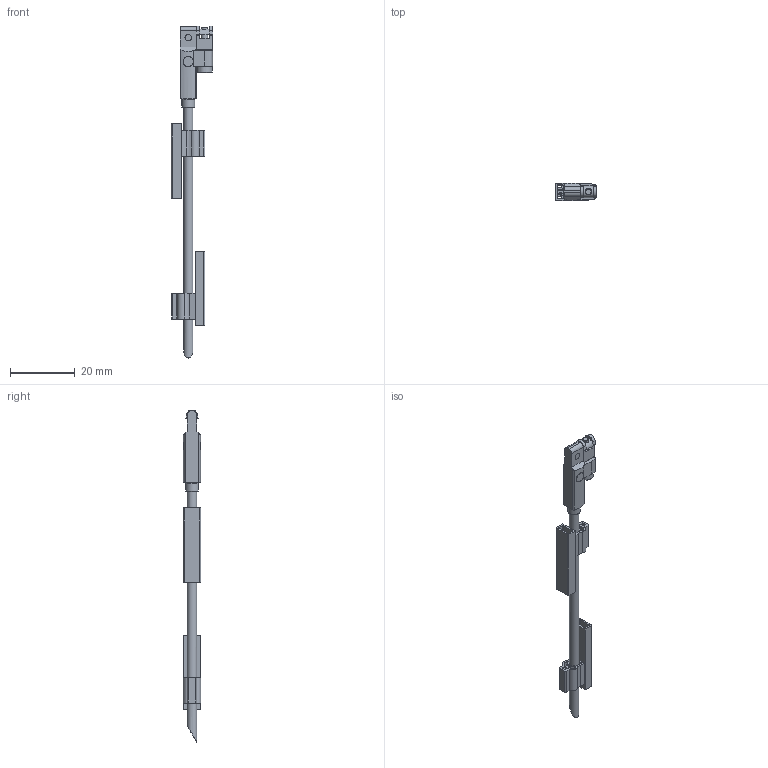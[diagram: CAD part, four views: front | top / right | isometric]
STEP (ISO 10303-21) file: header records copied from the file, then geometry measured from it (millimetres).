
FILE_DESCRIPTION(/* description */ ('STEP AP214'),/* implementation_level */ '2;1');
FILE_NAME(/* name */ '8065030_SMT-10G-NS-24V-E-25Q-OE',/* time_stamp */ '2024-09-15T08:26:38+02:00',/* author */ ('License CC BY-ND 4.0'),/* organization */ ('CADENAS'),/* preprocessor_version */ 'ST-DEVELOPER v19.3',/* originating_system */ 'PARTsolutions',/* authorisation */ ' ');
FILE_SCHEMA (('AUTOMOTIVE_DESIGN {1 0 10303 214 3 1 1}'));
Length unit declared in the file: millimetre
Products named in the file (3): 8065030 SMT-10G-NS-24V-E-2,5Q-OE; 8065030 SMT-10G-NS-24V-E-2,5Q-OE_G; 1247168 ASCF-M-23-S DM 2.1-3.4
Assembly tree (3 placements, depth 2):
  8065030 SMT-10G-NS-24V-E-2,5Q-OE
    8065030 SMT-10G-NS-24V-E-2,5Q-OE_G
    1247168 ASCF-M-23-S DM 2.1-3.4  x2
Bounding box: 12.66 x 5.4 x 102.39 mm (x, y, z)
Volume: 1857.6 mm3; surface area: 3653.3 mm2
Topology: 3 solids, 3 shells, 241 faces, 644 edges, 423 vertices
Faces by surface type: plane 139, cylinder 98, torus 3, cone 1
Full cylindrical faces by diameter (mm): 2 x3, 2.9 x1, 4 x1, 4.8 x1
Entity records: 5873 total; most frequent: CARTESIAN_POINT 918, DIRECTION 917, ORIENTED_EDGE 856, EDGE_CURVE 428, AXIS2_PLACEMENT_3D 323, VERTEX_POINT 285, LINE 271, VECTOR 271
